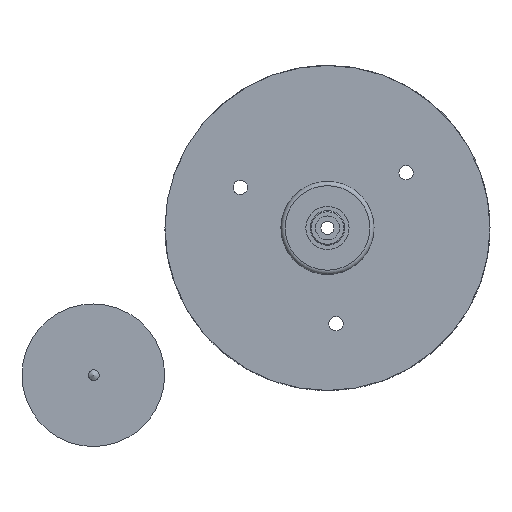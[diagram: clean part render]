
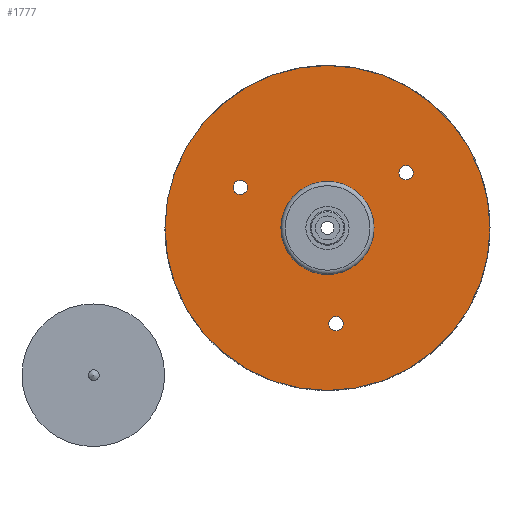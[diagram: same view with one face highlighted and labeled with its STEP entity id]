
A CAD part, front view. The second image highlights one B-rep face of the part: STEP entity #1777.
In plain terms, the highlighted planar face has unit normal (0, -1, 0).
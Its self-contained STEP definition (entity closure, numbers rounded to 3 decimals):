
#90=FACE_BOUND('',#357,.T.);
#91=FACE_BOUND('',#358,.T.);
#92=FACE_BOUND('',#359,.T.);
#93=FACE_BOUND('',#360,.T.);
#153=PLANE('',#1939);
#237=FACE_OUTER_BOUND('',#356,.T.);
#356=EDGE_LOOP('',(#1436));
#357=EDGE_LOOP('',(#1437));
#358=EDGE_LOOP('',(#1438));
#359=EDGE_LOOP('',(#1439));
#360=EDGE_LOOP('',(#1440));
#731=CIRCLE('',#1940,37.6);
#732=CIRCLE('',#1941,1.666);
#733=CIRCLE('',#1942,1.666);
#734=CIRCLE('',#1943,1.666);
#735=CIRCLE('',#1944,10.775);
#853=VERTEX_POINT('',#2847);
#854=VERTEX_POINT('',#2849);
#855=VERTEX_POINT('',#2851);
#856=VERTEX_POINT('',#2853);
#857=VERTEX_POINT('',#2855);
#1066=EDGE_CURVE('',#853,#853,#731,.T.);
#1067=EDGE_CURVE('',#854,#854,#732,.F.);
#1068=EDGE_CURVE('',#855,#855,#733,.F.);
#1069=EDGE_CURVE('',#856,#856,#734,.F.);
#1070=EDGE_CURVE('',#857,#857,#735,.T.);
#1436=ORIENTED_EDGE('',*,*,#1066,.F.);
#1437=ORIENTED_EDGE('',*,*,#1067,.T.);
#1438=ORIENTED_EDGE('',*,*,#1068,.T.);
#1439=ORIENTED_EDGE('',*,*,#1069,.T.);
#1440=ORIENTED_EDGE('',*,*,#1070,.T.);
#1777=ADVANCED_FACE('',(#237,#90,#91,#92,#93),#153,.F.);
#1939=AXIS2_PLACEMENT_3D('',#2846,#2312,#2313);
#1940=AXIS2_PLACEMENT_3D('',#2848,#2314,#2315);
#1941=AXIS2_PLACEMENT_3D('',#2850,#2316,#2317);
#1942=AXIS2_PLACEMENT_3D('',#2852,#2318,#2319);
#1943=AXIS2_PLACEMENT_3D('',#2854,#2320,#2321);
#1944=AXIS2_PLACEMENT_3D('',#2856,#2322,#2323);
#2312=DIRECTION('center_axis',(0.,1.,0.));
#2313=DIRECTION('ref_axis',(1.,0.,0.));
#2314=DIRECTION('center_axis',(0.,1.,0.));
#2315=DIRECTION('ref_axis',(1.,0.,0.));
#2316=DIRECTION('center_axis',(0.,-1.,0.));
#2317=DIRECTION('ref_axis',(0.,0.,1.));
#2318=DIRECTION('center_axis',(0.,-1.,0.));
#2319=DIRECTION('ref_axis',(0.,0.,1.));
#2320=DIRECTION('center_axis',(0.,-1.,0.));
#2321=DIRECTION('ref_axis',(0.,0.,1.));
#2322=DIRECTION('center_axis',(0.,1.,0.));
#2323=DIRECTION('ref_axis',(1.,0.,0.));
#2846=CARTESIAN_POINT('Origin',(54.176,0.,34.073));
#2847=CARTESIAN_POINT('',(16.576,0.,34.073));
#2848=CARTESIAN_POINT('Origin',(54.176,0.,34.073));
#2849=CARTESIAN_POINT('',(34.018,0.,41.775));
#2850=CARTESIAN_POINT('Origin',(34.018,0.,43.441));
#2851=CARTESIAN_POINT('',(56.142,0.,10.266));
#2852=CARTESIAN_POINT('Origin',(56.142,0.,11.932));
#2853=CARTESIAN_POINT('',(72.368,0.,45.18));
#2854=CARTESIAN_POINT('Origin',(72.368,0.,46.846));
#2855=CARTESIAN_POINT('',(43.401,0.,34.073));
#2856=CARTESIAN_POINT('Origin',(54.176,0.,34.073));
